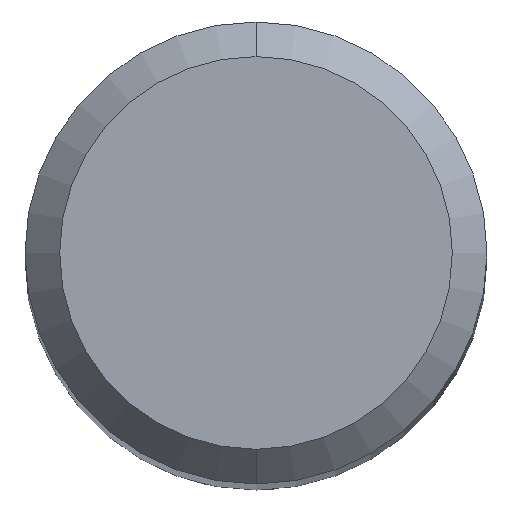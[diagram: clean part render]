
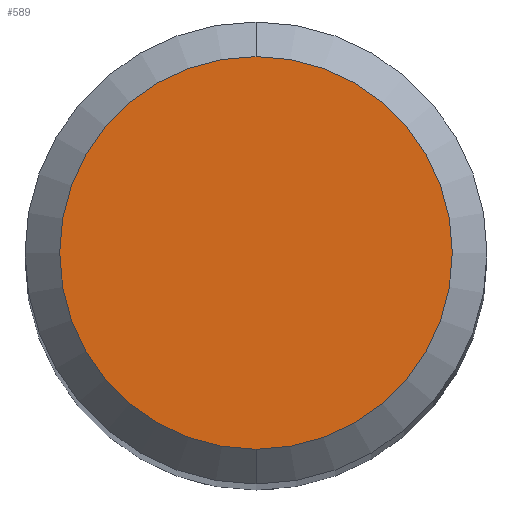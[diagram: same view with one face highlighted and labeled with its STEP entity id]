
A CAD part, top view. The second image highlights one B-rep face of the part: STEP entity #589.
In plain terms, the highlighted planar face has unit normal (0, 0, 1).
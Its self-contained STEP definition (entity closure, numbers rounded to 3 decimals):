
#559=EDGE_CURVE('',#873,#985,#1234,.T.);
#589=ADVANCED_FACE('',(#1268),#1269,.T.);
#855=EDGE_CURVE('',#985,#873,#1562,.T.);
#873=VERTEX_POINT('',#1583);
#985=VERTEX_POINT('',#1704);
#1234=CIRCLE('',#2757,1.7);
#1268=FACE_OUTER_BOUND('',#4167,.T.);
#1269=PLANE('',#4168);
#1562=CIRCLE('',#9051,1.7);
#1583=CARTESIAN_POINT('',(0.0,1.7,0.));
#1704=CARTESIAN_POINT('',(0.,-1.7,0.));
#2757=AXIS2_PLACEMENT_3D('',#10207,#10208,#10209);
#4167=EDGE_LOOP('',(#10262,#10263));
#4168=AXIS2_PLACEMENT_3D('',#10264,#10265,#10266);
#9051=AXIS2_PLACEMENT_3D('',#10578,#10579,#10580);
#10207=CARTESIAN_POINT('',(0.0,0.0,0.));
#10208=DIRECTION('',(0.0,0.0,-1.0));
#10209=DIRECTION('',(0.0,1.0,0.0));
#10262=ORIENTED_EDGE('',*,*,#559,.F.);
#10263=ORIENTED_EDGE('',*,*,#855,.F.);
#10264=CARTESIAN_POINT('',(0.0,0.85,0.));
#10265=DIRECTION('',(-0.0,0.0,1.0));
#10266=DIRECTION('',(0.0,-1.0,0.0));
#10578=CARTESIAN_POINT('',(0.0,0.0,0.));
#10579=DIRECTION('',(0.0,0.0,-1.0));
#10580=DIRECTION('',(0.0,1.0,0.0));
